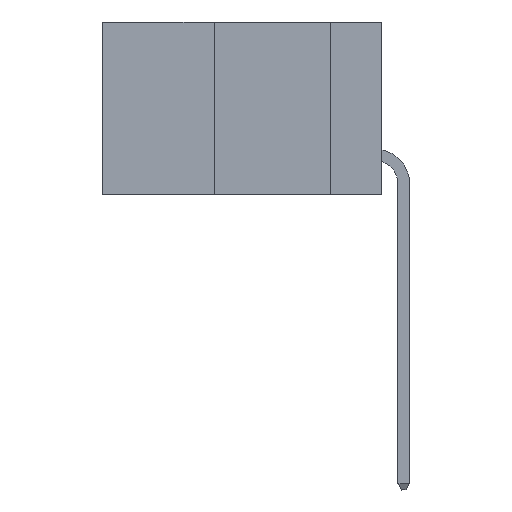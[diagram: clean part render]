
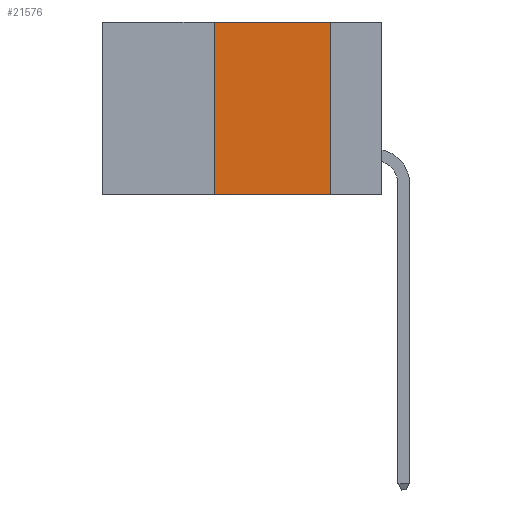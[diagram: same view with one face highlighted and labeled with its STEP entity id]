
A CAD part, left-side view. The second image highlights one B-rep face of the part: STEP entity #21576.
In plain terms, the highlighted planar face has unit normal (-1, 0, 0).
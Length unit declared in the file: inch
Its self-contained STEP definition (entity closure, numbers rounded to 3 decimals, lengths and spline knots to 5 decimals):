
#160 = ORIENTED_EDGE ( 'NONE', *, *, #20282, .F. ) ;
#476 = DIRECTION ( 'NONE',  ( 1., 0., 0. ) ) ;
#1512 = CARTESIAN_POINT ( 'NONE',  ( 0., 0.36, 0. ) ) ;
#3303 = ORIENTED_EDGE ( 'NONE', *, *, #13149, .F. ) ;
#3546 = VECTOR ( 'NONE', #12831, 39.37008 ) ;
#3762 = VECTOR ( 'NONE', #12757, 39.37008 ) ;
#4189 = VERTEX_POINT ( 'NONE', #1512 ) ;
#4701 = EDGE_CURVE ( 'NONE', #4189, #18447, #18512, .T. ) ;
#5574 = PLANE ( 'NONE',  #6190 ) ;
#5584 = ORIENTED_EDGE ( 'NONE', *, *, #4701, .F. ) ;
#5722 = CARTESIAN_POINT ( 'NONE',  ( 0., 0.6, 0. ) ) ;
#5814 = EDGE_LOOP ( 'NONE', ( #160, #5584, #3303, #10815 ) ) ;
#6190 = AXIS2_PLACEMENT_3D ( 'NONE', #5722, #476, #19476 ) ;
#7679 = VECTOR ( 'NONE', #14811, 39.37008 ) ;
#7836 = CARTESIAN_POINT ( 'NONE',  ( 0., 0.6, 0. ) ) ;
#8703 = VERTEX_POINT ( 'NONE', #11297 ) ;
#9524 = CARTESIAN_POINT ( 'NONE',  ( 0., 0.6, -0.37 ) ) ;
#10424 = LINE ( 'NONE', #9524, #7679 ) ;
#10469 = VECTOR ( 'NONE', #21092, 39.37008 ) ;
#10486 = CARTESIAN_POINT ( 'NONE',  ( 0., 0.36, 0. ) ) ;
#10815 = ORIENTED_EDGE ( 'NONE', *, *, #20410, .T. ) ;
#11297 = CARTESIAN_POINT ( 'NONE',  ( 0., 0.36, -0.37 ) ) ;
#11432 = CARTESIAN_POINT ( 'NONE',  ( 0., 0.11, -0.37 ) ) ;
#12757 = DIRECTION ( 'NONE',  ( 0., 0., -1. ) ) ;
#12831 = DIRECTION ( 'NONE',  ( 0., -1., 0. ) ) ;
#13062 = LINE ( 'NONE', #21364, #3762 ) ;
#13149 = EDGE_CURVE ( 'NONE', #8703, #4189, #14595, .T. ) ;
#13862 = CARTESIAN_POINT ( 'NONE',  ( 0., 0.11, 0. ) ) ;
#14595 = LINE ( 'NONE', #10486, #10469 ) ;
#14811 = DIRECTION ( 'NONE',  ( 0., -1., 0. ) ) ;
#16047 = VERTEX_POINT ( 'NONE', #11432 ) ;
#18447 = VERTEX_POINT ( 'NONE', #13862 ) ;
#18512 = LINE ( 'NONE', #7836, #3546 ) ;
#19476 = DIRECTION ( 'NONE',  ( 0., 0., -1. ) ) ;
#20282 = EDGE_CURVE ( 'NONE', #18447, #16047, #13062, .T. ) ;
#20410 = EDGE_CURVE ( 'NONE', #8703, #16047, #10424, .T. ) ;
#21092 = DIRECTION ( 'NONE',  ( 0., 0., 1. ) ) ;
#21364 = CARTESIAN_POINT ( 'NONE',  ( 0., 0.11, 0. ) ) ;
#21390 = FACE_OUTER_BOUND ( 'NONE', #5814, .T. ) ;
#21576 = ADVANCED_FACE ( 'NONE', ( #21390 ), #5574, .F. ) ;
